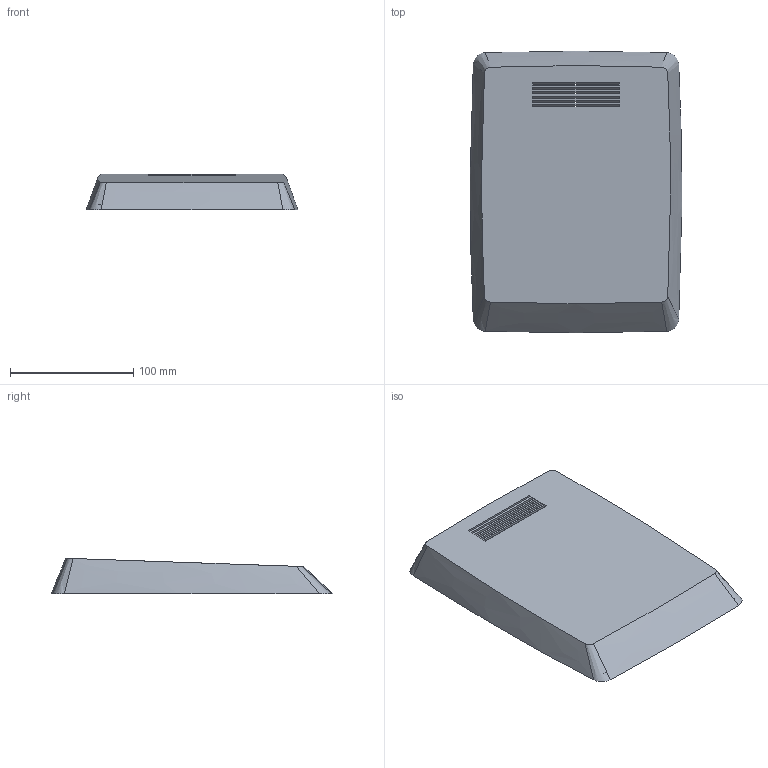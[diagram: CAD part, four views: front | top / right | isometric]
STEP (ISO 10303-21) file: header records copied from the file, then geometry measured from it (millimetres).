
FILE_DESCRIPTION(/* description */ (''),/* implementation_level */ '2;1');
FILE_NAME(/* name */ 'Case Bottom.step',/* time_stamp */ '2024-02-17T15:29:57-05:00',/* author */ (''),/* organization */ (''),/* preprocessor_version */ 'ST-DEVELOPER v20',/* originating_system */ 'Autodesk Translation Framework v12.20.1.177',/* authorisation */ '');
FILE_SCHEMA (('AUTOMOTIVE_DESIGN { 1 0 10303 214 3 1 1 }'));
Length unit declared in the file: millimetre
Products named in the file (1): Case Bottom Test
Bounding box: 171.43 x 228 x 28.74 mm (x, y, z)
Volume: 103008.7 mm3; surface area: 106898 mm2
Topology: 1 solids, 1 shells, 93 faces, 251 edges, 152 vertices
Faces by surface type: plane 60, bspline 25, cylinder 8
Entity records: 4028 total; most frequent: CARTESIAN_POINT 1866, ORIENTED_EDGE 502, DIRECTION 341, EDGE_CURVE 251, LINE 155, VECTOR 155, VERTEX_POINT 152, EDGE_LOOP 101
